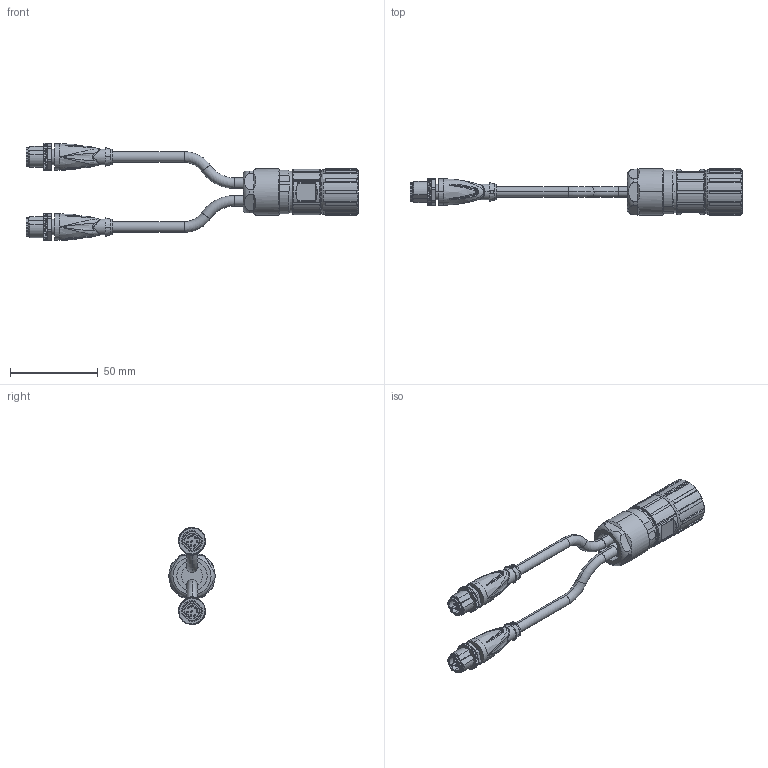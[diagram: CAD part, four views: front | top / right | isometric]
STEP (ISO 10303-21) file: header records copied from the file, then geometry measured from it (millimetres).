
FILE_DESCRIPTION((''),'2;1');
FILE_NAME('CAD-8991_ASM','2024-03-04T11:06:40',('creinig-se'),(''),'CREO PARAMETRIC BY PTC INC, 2022284','CREO PARAMETRIC BY PTC INC, 2022284','');
FILE_SCHEMA(('CONFIG_CONTROL_DESIGN','SHAPE_APPEARANCE_LAYERS_GROUPS'));
Products named in the file (4): CAD-8991_KABEL; CAD-8991_M23_FEMALE_SW0001; CAD-8991_V19S_SW0001; CAD-8991_ASM
Assembly tree (5 placements, depth 2):
  CAD-8991_ASM
    CAD-8991_KABEL  x2
    CAD-8991_M23_FEMALE_SW0001
    CAD-8991_V19S_SW0001  x2
Bounding box: 189.4 x 26.89 x 55.37 mm (x, y, z)
Volume: 44515.2 mm3; surface area: 20791.5 mm2
Topology: 5 solids, 5 shells, 2677 faces, 7265 edges, 4659 vertices
Faces by surface type: plane 1352, cylinder 578, bspline 249, torus 244, cone 222, sphere 32
Entity records: 75901 total; most frequent: CARTESIAN_POINT 22585, ORIENTED_EDGE 8738, DIRECTION 7768, EDGE_CURVE 4369, VERTEX_POINT 2822, AXIS2_PLACEMENT_3D 2787, VECTOR 2194, LINE 2194
